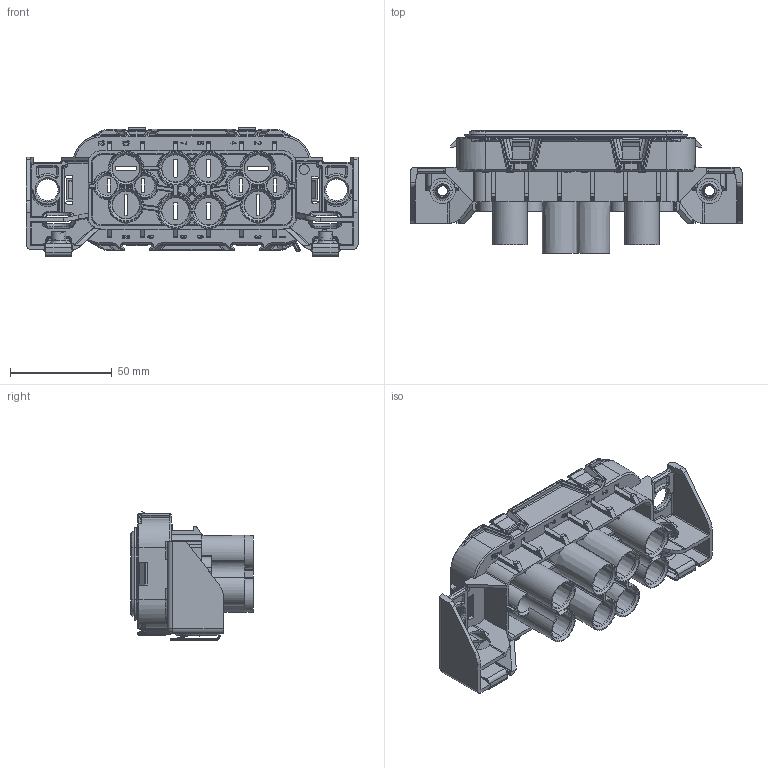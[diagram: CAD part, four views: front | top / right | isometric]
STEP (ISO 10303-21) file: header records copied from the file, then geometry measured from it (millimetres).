
FILE_DESCRIPTION((''),'2;1');
FILE_NAME('SC42-2032C-A001_NCF_ASM','2025-04-09T12:58:08',('20077268'),(''),'CREO PARAMETRIC BY PTC INC, 2024014','CREO PARAMETRIC BY PTC INC, 2024014','');
FILE_SCHEMA(('CONFIG_CONTROL_DESIGN'));
Products named in the file (7): C26-1012-2C_SALES_NCF; C14-1013_INSTALLED_NCF; PDM-RS_INSTALLED_NCF_ASM; PDM-R4C01_NCF_ASM; C02-1012-M_NCF; PDM-TMC_NCF_ASM; SC42-2032C-A001_NCF_ASM
Assembly tree (7 placements, depth 4):
  SC42-2032C-A001_NCF_ASM
    PDM-R4C01_NCF_ASM
      C26-1012-2C_SALES_NCF
      PDM-RS_INSTALLED_NCF_ASM
        C14-1013_INSTALLED_NCF
    PDM-TMC_NCF_ASM  x2
      C02-1012-M_NCF
Bounding box: 163 x 60.2 x 63.16 mm (x, y, z)
Volume: 134993.3 mm3; surface area: 111889.1 mm2
Topology: 7 solids, 7 shells, 3592 faces, 9109 edges, 5578 vertices
Faces by surface type: plane 1550, cylinder 987, bspline 330, cone 313, torus 244, extrusion 94, sphere 74
Entity records: 117713 total; most frequent: CARTESIAN_POINT 36615, ORIENTED_EDGE 17394, DIRECTION 16229, EDGE_CURVE 8697, AXIS2_PLACEMENT_3D 5483, VERTEX_POINT 5342, VECTOR 5263, LINE 5169
